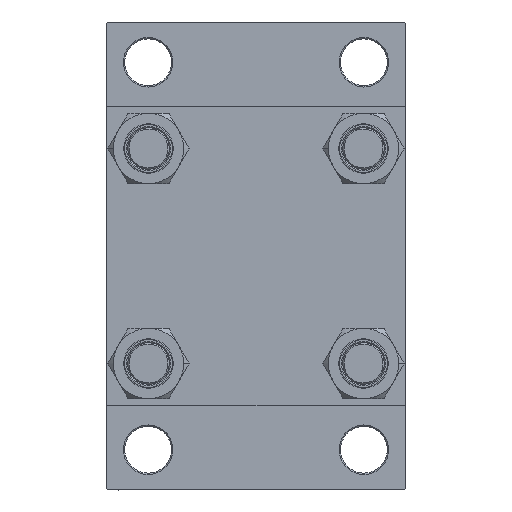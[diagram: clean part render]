
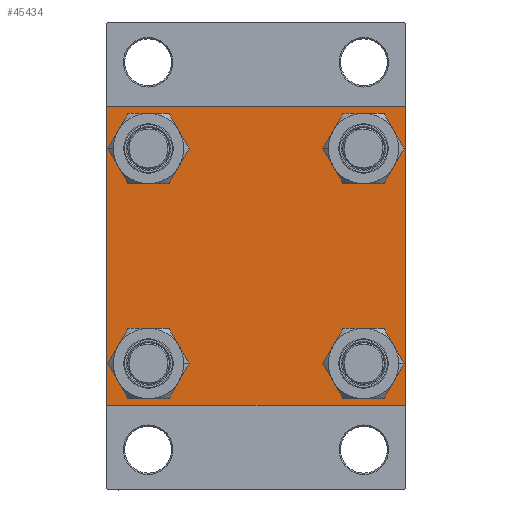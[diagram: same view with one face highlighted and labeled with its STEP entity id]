
A CAD part, left-side view. The second image highlights one B-rep face of the part: STEP entity #45434.
In plain terms, the highlighted planar face has unit normal (-1, 0, 0).
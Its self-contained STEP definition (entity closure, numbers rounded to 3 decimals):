
#375 = CARTESIAN_POINT ( 'NONE',  ( 0., 57.5, 57.5 ) ) ;
#771 = LINE ( 'NONE', #1014, #39833 ) ;
#1011 = CIRCLE ( 'NONE', #40446, 8.5 ) ;
#1014 = CARTESIAN_POINT ( 'NONE',  ( 0., 57.25, -57.25 ) ) ;
#1550 = EDGE_LOOP ( 'NONE', ( #16211, #29867 ) ) ;
#1996 = LINE ( 'NONE', #35401, #47909 ) ;
#2529 = LINE ( 'NONE', #39338, #33483 ) ;
#2846 = DIRECTION ( 'NONE',  ( 0., 0., -1. ) ) ;
#3466 = PLANE ( 'NONE',  #5108 ) ;
#3870 = AXIS2_PLACEMENT_3D ( 'NONE', #41920, #30762, #24455 ) ;
#4405 = EDGE_CURVE ( 'NONE', #43410, #22274, #8145, .T. ) ;
#4437 = CIRCLE ( 'NONE', #10640, 8.5 ) ;
#4572 = CARTESIAN_POINT ( 'NONE',  ( 0., -41.35, -32.85 ) ) ;
#4709 = DIRECTION ( 'NONE',  ( 0., 0., 1. ) ) ;
#4781 = LINE ( 'NONE', #19541, #22899 ) ;
#4846 = EDGE_CURVE ( 'NONE', #16414, #38052, #1011, .T. ) ;
#5108 = AXIS2_PLACEMENT_3D ( 'NONE', #7342, #14371, #44623 ) ;
#5128 = ORIENTED_EDGE ( 'NONE', *, *, #38827, .T. ) ;
#5341 = AXIS2_PLACEMENT_3D ( 'NONE', #36295, #25152, #22226 ) ;
#5624 = VERTEX_POINT ( 'NONE', #43046 ) ;
#5727 = CIRCLE ( 'NONE', #11145, 8.5 ) ;
#5977 = EDGE_CURVE ( 'NONE', #13319, #22274, #2529, .T. ) ;
#7342 = CARTESIAN_POINT ( 'NONE',  ( 0., 0., 0. ) ) ;
#7445 = EDGE_CURVE ( 'NONE', #41371, #21106, #5727, .T. ) ;
#8075 = ORIENTED_EDGE ( 'NONE', *, *, #9241, .T. ) ;
#8145 = LINE ( 'NONE', #375, #46615 ) ;
#8150 = CIRCLE ( 'NONE', #10465, 8.5 ) ;
#8151 = VECTOR ( 'NONE', #16794, 1000. ) ;
#9241 = EDGE_CURVE ( 'NONE', #10722, #17660, #771, .T. ) ;
#9767 = CARTESIAN_POINT ( 'NONE',  ( 0., 57.5, -57.5 ) ) ;
#10281 = DIRECTION ( 'NONE',  ( 1., 0., 0. ) ) ;
#10465 = AXIS2_PLACEMENT_3D ( 'NONE', #37391, #19714, #4709 ) ;
#10555 = CARTESIAN_POINT ( 'NONE',  ( 0., -57.5, 57. ) ) ;
#10640 = AXIS2_PLACEMENT_3D ( 'NONE', #16139, #30895, #17085 ) ;
#10722 = VERTEX_POINT ( 'NONE', #23351 ) ;
#10971 = FACE_BOUND ( 'NONE', #22585, .T. ) ;
#11105 = CARTESIAN_POINT ( 'NONE',  ( 0., 41.35, -41.35 ) ) ;
#11145 = AXIS2_PLACEMENT_3D ( 'NONE', #24405, #43071, #28511 ) ;
#11279 = VERTEX_POINT ( 'NONE', #45470 ) ;
#11756 = ORIENTED_EDGE ( 'NONE', *, *, #37981, .T. ) ;
#13048 = CARTESIAN_POINT ( 'NONE',  ( 0., -41.35, 49.85 ) ) ;
#13319 = VERTEX_POINT ( 'NONE', #10555 ) ;
#13511 = EDGE_LOOP ( 'NONE', ( #42859, #21942 ) ) ;
#13779 = VERTEX_POINT ( 'NONE', #13048 ) ;
#13881 = ORIENTED_EDGE ( 'NONE', *, *, #24908, .F. ) ;
#13951 = VERTEX_POINT ( 'NONE', #40142 ) ;
#14146 = DIRECTION ( 'NONE',  ( 0., 0., 1. ) ) ;
#14371 = DIRECTION ( 'NONE',  ( -1., 0., 0. ) ) ;
#14392 = ORIENTED_EDGE ( 'NONE', *, *, #29325, .T. ) ;
#14525 = VERTEX_POINT ( 'NONE', #37099 ) ;
#14952 = VERTEX_POINT ( 'NONE', #21209 ) ;
#15456 = DIRECTION ( 'NONE',  ( 1., 0., 0. ) ) ;
#16139 = CARTESIAN_POINT ( 'NONE',  ( 0., -41.35, -41.35 ) ) ;
#16185 = CIRCLE ( 'NONE', #5341, 8.5 ) ;
#16211 = ORIENTED_EDGE ( 'NONE', *, *, #36830, .T. ) ;
#16414 = VERTEX_POINT ( 'NONE', #17188 ) ;
#16794 = DIRECTION ( 'NONE',  ( 0., -1., 0. ) ) ;
#17085 = DIRECTION ( 'NONE',  ( 0., 0., 1. ) ) ;
#17188 = CARTESIAN_POINT ( 'NONE',  ( 0., 41.35, 49.85 ) ) ;
#17608 = CARTESIAN_POINT ( 'NONE',  ( 0., 41.35, 32.85 ) ) ;
#17660 = VERTEX_POINT ( 'NONE', #21257 ) ;
#17773 = CIRCLE ( 'NONE', #3870, 8.5 ) ;
#17992 = FACE_BOUND ( 'NONE', #1550, .T. ) ;
#18527 = VECTOR ( 'NONE', #2846, 1000. ) ;
#18581 = ORIENTED_EDGE ( 'NONE', *, *, #4846, .T. ) ;
#19269 = DIRECTION ( 'NONE',  ( 0., -1., 0. ) ) ;
#19431 = EDGE_CURVE ( 'NONE', #24027, #11279, #26652, .T. ) ;
#19541 = CARTESIAN_POINT ( 'NONE',  ( 0., -57.25, -57.25 ) ) ;
#19714 = DIRECTION ( 'NONE',  ( 1., 0., 0. ) ) ;
#19883 = ORIENTED_EDGE ( 'NONE', *, *, #37717, .T. ) ;
#20756 = CARTESIAN_POINT ( 'NONE',  ( 0., 57.5, 57.5 ) ) ;
#20991 = LINE ( 'NONE', #20756, #18527 ) ;
#21106 = VERTEX_POINT ( 'NONE', #26887 ) ;
#21209 = CARTESIAN_POINT ( 'NONE',  ( 0., -57., -57.5 ) ) ;
#21229 = AXIS2_PLACEMENT_3D ( 'NONE', #11105, #15456, #30208 ) ;
#21257 = CARTESIAN_POINT ( 'NONE',  ( 0., 57., -57.5 ) ) ;
#21410 = CARTESIAN_POINT ( 'NONE',  ( 0., 41.35, 41.35 ) ) ;
#21942 = ORIENTED_EDGE ( 'NONE', *, *, #19431, .T. ) ;
#22226 = DIRECTION ( 'NONE',  ( 0., 0., 1. ) ) ;
#22274 = VERTEX_POINT ( 'NONE', #36788 ) ;
#22585 = EDGE_LOOP ( 'NONE', ( #18581, #5128 ) ) ;
#22899 = VECTOR ( 'NONE', #34793, 1000. ) ;
#23048 = EDGE_CURVE ( 'NONE', #17660, #14952, #24762, .T. ) ;
#23351 = CARTESIAN_POINT ( 'NONE',  ( 0., 57.5, -57. ) ) ;
#23442 = EDGE_LOOP ( 'NONE', ( #32966, #14392 ) ) ;
#24027 = VERTEX_POINT ( 'NONE', #35429 ) ;
#24405 = CARTESIAN_POINT ( 'NONE',  ( 0., -41.35, -41.35 ) ) ;
#24455 = DIRECTION ( 'NONE',  ( 0., 0., 1. ) ) ;
#24762 = LINE ( 'NONE', #9767, #8151 ) ;
#24908 = EDGE_CURVE ( 'NONE', #13319, #14525, #47190, .T. ) ;
#25045 = DIRECTION ( 'NONE',  ( 0., 0.707, 0.707 ) ) ;
#25152 = DIRECTION ( 'NONE',  ( 1., 0., 0. ) ) ;
#25237 = EDGE_CURVE ( 'NONE', #14952, #14525, #4781, .T. ) ;
#25959 = FACE_OUTER_BOUND ( 'NONE', #33365, .T. ) ;
#26652 = CIRCLE ( 'NONE', #34411, 8.5 ) ;
#26887 = CARTESIAN_POINT ( 'NONE',  ( 0., -41.35, -49.85 ) ) ;
#27148 = CARTESIAN_POINT ( 'NONE',  ( 0., 57., 57.5 ) ) ;
#27414 = CIRCLE ( 'NONE', #21229, 8.5 ) ;
#27616 = ORIENTED_EDGE ( 'NONE', *, *, #5977, .T. ) ;
#28511 = DIRECTION ( 'NONE',  ( 0., 0., 1. ) ) ;
#29325 = EDGE_CURVE ( 'NONE', #21106, #41371, #4437, .T. ) ;
#29587 = FACE_BOUND ( 'NONE', #23442, .T. ) ;
#29867 = ORIENTED_EDGE ( 'NONE', *, *, #44478, .T. ) ;
#30208 = DIRECTION ( 'NONE',  ( 0., 0., 1. ) ) ;
#30762 = DIRECTION ( 'NONE',  ( 1., 0., 0. ) ) ;
#30895 = DIRECTION ( 'NONE',  ( 1., 0., 0. ) ) ;
#32569 = DIRECTION ( 'NONE',  ( 0., 0., 1. ) ) ;
#32908 = VECTOR ( 'NONE', #36517, 1000. ) ;
#32966 = ORIENTED_EDGE ( 'NONE', *, *, #7445, .T. ) ;
#33365 = EDGE_LOOP ( 'NONE', ( #11756, #8075, #41608, #45118, #13881, #27616, #37383, #19883 ) ) ;
#33483 = VECTOR ( 'NONE', #25045, 1000. ) ;
#34411 = AXIS2_PLACEMENT_3D ( 'NONE', #36682, #39595, #32569 ) ;
#34793 = DIRECTION ( 'NONE',  ( 0., -0.707, 0.707 ) ) ;
#35401 = CARTESIAN_POINT ( 'NONE',  ( 0., 57.25, 57.25 ) ) ;
#35429 = CARTESIAN_POINT ( 'NONE',  ( 0., 41.35, -49.85 ) ) ;
#36295 = CARTESIAN_POINT ( 'NONE',  ( 0., -41.35, 41.35 ) ) ;
#36517 = DIRECTION ( 'NONE',  ( 0., 0., -1. ) ) ;
#36630 = FACE_BOUND ( 'NONE', #13511, .T. ) ;
#36682 = CARTESIAN_POINT ( 'NONE',  ( 0., 41.35, -41.35 ) ) ;
#36788 = CARTESIAN_POINT ( 'NONE',  ( 0., -57., 57.5 ) ) ;
#36830 = EDGE_CURVE ( 'NONE', #13779, #13951, #16185, .T. ) ;
#37099 = CARTESIAN_POINT ( 'NONE',  ( 0., -57.5, -57. ) ) ;
#37383 = ORIENTED_EDGE ( 'NONE', *, *, #4405, .F. ) ;
#37391 = CARTESIAN_POINT ( 'NONE',  ( 0., -41.35, 41.35 ) ) ;
#37717 = EDGE_CURVE ( 'NONE', #43410, #5624, #1996, .T. ) ;
#37981 = EDGE_CURVE ( 'NONE', #5624, #10722, #20991, .T. ) ;
#38052 = VERTEX_POINT ( 'NONE', #17608 ) ;
#38827 = EDGE_CURVE ( 'NONE', #38052, #16414, #17773, .T. ) ;
#39338 = CARTESIAN_POINT ( 'NONE',  ( 0., -57.25, 57.25 ) ) ;
#39426 = CARTESIAN_POINT ( 'NONE',  ( 0., -57.5, 57.5 ) ) ;
#39595 = DIRECTION ( 'NONE',  ( 1., 0., 0. ) ) ;
#39833 = VECTOR ( 'NONE', #40739, 1000. ) ;
#40142 = CARTESIAN_POINT ( 'NONE',  ( 0., -41.35, 32.85 ) ) ;
#40446 = AXIS2_PLACEMENT_3D ( 'NONE', #21410, #10281, #14146 ) ;
#40739 = DIRECTION ( 'NONE',  ( 0., -0.707, -0.707 ) ) ;
#41371 = VERTEX_POINT ( 'NONE', #4572 ) ;
#41608 = ORIENTED_EDGE ( 'NONE', *, *, #23048, .T. ) ;
#41920 = CARTESIAN_POINT ( 'NONE',  ( 0., 41.35, 41.35 ) ) ;
#42674 = DIRECTION ( 'NONE',  ( 0., 0.707, -0.707 ) ) ;
#42859 = ORIENTED_EDGE ( 'NONE', *, *, #43464, .T. ) ;
#43046 = CARTESIAN_POINT ( 'NONE',  ( 0., 57.5, 57. ) ) ;
#43071 = DIRECTION ( 'NONE',  ( 1., 0., 0. ) ) ;
#43410 = VERTEX_POINT ( 'NONE', #27148 ) ;
#43464 = EDGE_CURVE ( 'NONE', #11279, #24027, #27414, .T. ) ;
#44478 = EDGE_CURVE ( 'NONE', #13951, #13779, #8150, .T. ) ;
#44623 = DIRECTION ( 'NONE',  ( 0., 0., 1. ) ) ;
#45118 = ORIENTED_EDGE ( 'NONE', *, *, #25237, .T. ) ;
#45434 = ADVANCED_FACE ( 'NONE', ( #17992, #29587, #36630, #10971, #25959 ), #3466, .T. ) ;
#45470 = CARTESIAN_POINT ( 'NONE',  ( 0., 41.35, -32.85 ) ) ;
#46615 = VECTOR ( 'NONE', #19269, 1000. ) ;
#47190 = LINE ( 'NONE', #39426, #32908 ) ;
#47909 = VECTOR ( 'NONE', #42674, 1000. ) ;
